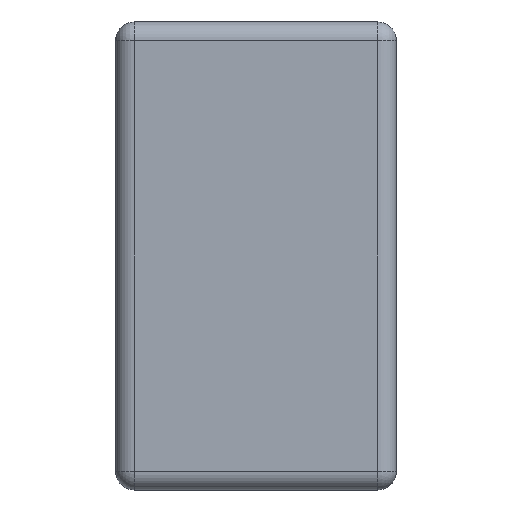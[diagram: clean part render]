
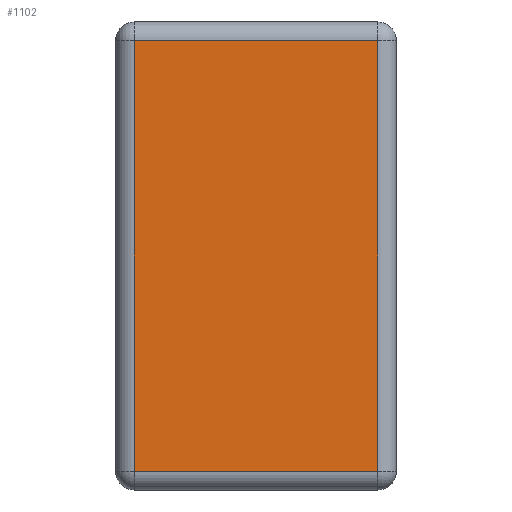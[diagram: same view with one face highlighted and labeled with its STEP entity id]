
A CAD part, left-side view. The second image highlights one B-rep face of the part: STEP entity #1102.
In plain terms, the highlighted planar face has unit normal (-1, 0, 0).
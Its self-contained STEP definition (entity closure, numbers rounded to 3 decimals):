
#126 = LINE ( 'NONE', #606, #1655 ) ;
#130 = DIRECTION ( 'NONE',  ( 1., 0., 0. ) ) ;
#218 = CARTESIAN_POINT ( 'NONE',  ( -1., 0.05, -0.575 ) ) ;
#273 = LINE ( 'NONE', #912, #937 ) ;
#473 = VECTOR ( 'NONE', #1425, 1000. ) ;
#585 = CARTESIAN_POINT ( 'NONE',  ( -1., 0.7, -0.575 ) ) ;
#606 = CARTESIAN_POINT ( 'NONE',  ( -1., 0.75, -0.575 ) ) ;
#623 = LINE ( 'NONE', #1597, #473 ) ;
#639 = ORIENTED_EDGE ( 'NONE', *, *, #1141, .T. ) ;
#651 = LINE ( 'NONE', #971, #1060 ) ;
#669 = ORIENTED_EDGE ( 'NONE', *, *, #1510, .T. ) ;
#785 = EDGE_CURVE ( 'NONE', #879, #1769, #273, .T. ) ;
#879 = VERTEX_POINT ( 'NONE', #1069 ) ;
#912 = CARTESIAN_POINT ( 'NONE',  ( -1., 0.75, 0.575 ) ) ;
#937 = VECTOR ( 'NONE', #1861, 1000. ) ;
#971 = CARTESIAN_POINT ( 'NONE',  ( -1., 0.05, -0.625 ) ) ;
#1047 = ORIENTED_EDGE ( 'NONE', *, *, #785, .T. ) ;
#1060 = VECTOR ( 'NONE', #1927, 1000. ) ;
#1069 = CARTESIAN_POINT ( 'NONE',  ( -1., 0.05, 0.575 ) ) ;
#1093 = DIRECTION ( 'NONE',  ( 0., -1., 0. ) ) ;
#1099 = PLANE ( 'NONE',  #1557 ) ;
#1102 = ADVANCED_FACE ( 'NONE', ( #1433 ), #1099, .F. ) ;
#1141 = EDGE_CURVE ( 'NONE', #1769, #1368, #623, .T. ) ;
#1164 = CARTESIAN_POINT ( 'NONE',  ( -1., 0.7, 0.575 ) ) ;
#1332 = ORIENTED_EDGE ( 'NONE', *, *, #1808, .T. ) ;
#1368 = VERTEX_POINT ( 'NONE', #585 ) ;
#1425 = DIRECTION ( 'NONE',  ( 0., 0., -1. ) ) ;
#1429 = EDGE_LOOP ( 'NONE', ( #639, #669, #1332, #1047 ) ) ;
#1433 = FACE_OUTER_BOUND ( 'NONE', #1429, .T. ) ;
#1510 = EDGE_CURVE ( 'NONE', #1368, #1875, #126, .T. ) ;
#1557 = AXIS2_PLACEMENT_3D ( 'NONE', #2073, #130, #1761 ) ;
#1597 = CARTESIAN_POINT ( 'NONE',  ( -1., 0.7, -0.625 ) ) ;
#1655 = VECTOR ( 'NONE', #1093, 1000. ) ;
#1761 = DIRECTION ( 'NONE',  ( 0., 0., -1. ) ) ;
#1769 = VERTEX_POINT ( 'NONE', #1164 ) ;
#1808 = EDGE_CURVE ( 'NONE', #1875, #879, #651, .T. ) ;
#1861 = DIRECTION ( 'NONE',  ( 0., 1., 0. ) ) ;
#1875 = VERTEX_POINT ( 'NONE', #218 ) ;
#1927 = DIRECTION ( 'NONE',  ( 0., 0., 1. ) ) ;
#2073 = CARTESIAN_POINT ( 'NONE',  ( -1., 0.75, -0.625 ) ) ;
